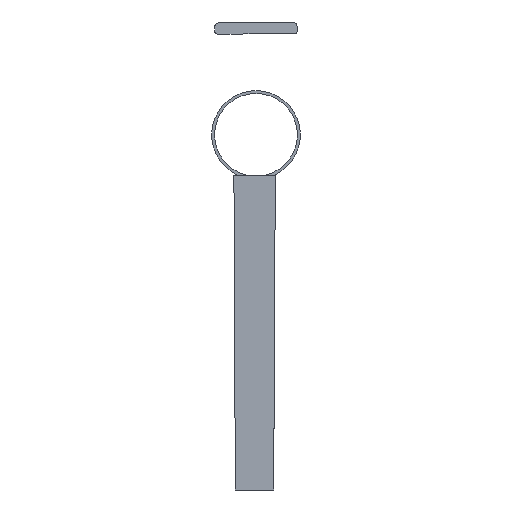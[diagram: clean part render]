
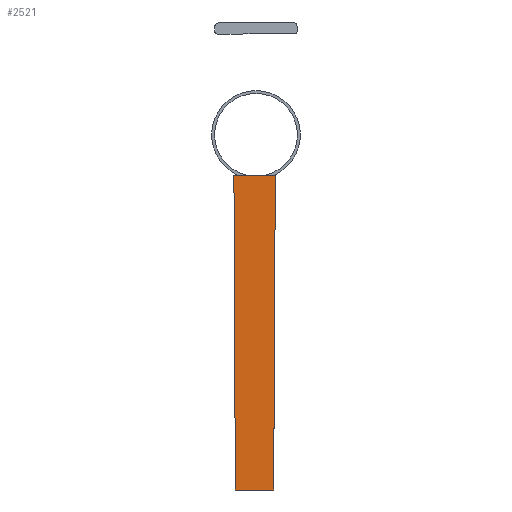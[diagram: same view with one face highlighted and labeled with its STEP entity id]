
A CAD part, front view. The second image highlights one B-rep face of the part: STEP entity #2521.
In plain terms, the highlighted planar face has unit normal (0, -1, 0).
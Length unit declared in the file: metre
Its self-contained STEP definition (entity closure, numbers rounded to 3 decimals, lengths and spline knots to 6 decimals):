
#278=LINE('',#5469,#545);
#282=LINE('',#5478,#549);
#285=LINE('',#5484,#552);
#290=LINE('',#5494,#557);
#292=LINE('',#5498,#559);
#545=VECTOR('',#3287,1.);
#549=VECTOR('',#3293,1.);
#552=VECTOR('',#3298,1.);
#557=VECTOR('',#3305,1.);
#559=VECTOR('',#3311,1.);
#691=PLANE('',#2741);
#1304=ORIENTED_EDGE('',*,*,#1697,.F.);
#1305=ORIENTED_EDGE('',*,*,#1709,.T.);
#1306=ORIENTED_EDGE('',*,*,#1711,.F.);
#1307=ORIENTED_EDGE('',*,*,#1704,.F.);
#1308=ORIENTED_EDGE('',*,*,#1701,.T.);
#1697=EDGE_CURVE('',#1956,#1957,#278,.T.);
#1701=EDGE_CURVE('',#1960,#1957,#282,.T.);
#1704=EDGE_CURVE('',#1960,#1962,#285,.T.);
#1709=EDGE_CURVE('',#1956,#1965,#290,.T.);
#1711=EDGE_CURVE('',#1962,#1965,#292,.T.);
#1956=VERTEX_POINT('',#5470);
#1957=VERTEX_POINT('',#5471);
#1960=VERTEX_POINT('',#5479);
#1962=VERTEX_POINT('',#5485);
#1965=VERTEX_POINT('',#5493);
#2189=EDGE_LOOP('',(#1304,#1305,#1306,#1307,#1308));
#2354=FACE_BOUND('',#2189,.T.);
#2521=ADVANCED_FACE('',(#2354),#691,.F.);
#2741=AXIS2_PLACEMENT_3D('',#5497,#3309,#3310);
#3287=DIRECTION('',(1.,0.,0.));
#3293=DIRECTION('',(0.018,0.,1.));
#3298=DIRECTION('',(-0.004,0.,-1.));
#3305=DIRECTION('',(0.004,0.,-1.));
#3309=DIRECTION('',(0.,1.,0.));
#3310=DIRECTION('',(1.,0.,0.));
#3311=DIRECTION('',(-1.,0.,0.));
#5469=CARTESIAN_POINT('',(0.051698,0.,-0.038439));
#5470=CARTESIAN_POINT('',(0.051439,0.,-0.038439));
#5471=CARTESIAN_POINT('',(0.057133,0.,-0.038439));
#5478=CARTESIAN_POINT('',(0.057055,0.,-0.042812));
#5479=CARTESIAN_POINT('',(0.056978,0.,-0.047186));
#5484=CARTESIAN_POINT('',(0.056903,0.,-0.064115));
#5485=CARTESIAN_POINT('',(0.056828,0.,-0.081045));
#5493=CARTESIAN_POINT('',(0.051628,0.,-0.081045));
#5494=CARTESIAN_POINT('',(0.051553,0.,-0.064134));
#5497=CARTESIAN_POINT('',(0.054424,0.,-0.055988));
#5498=CARTESIAN_POINT('',(0.051828,0.,-0.081045));
